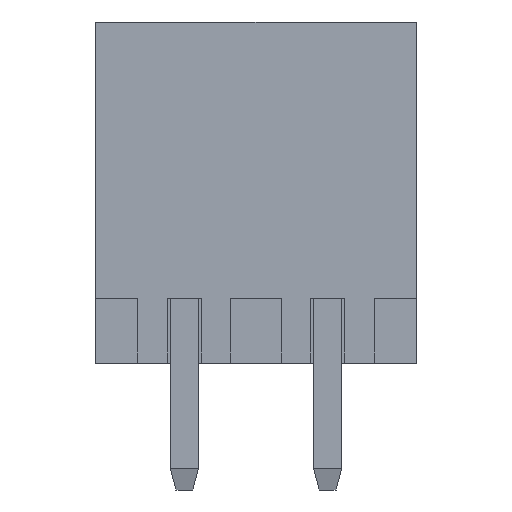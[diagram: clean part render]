
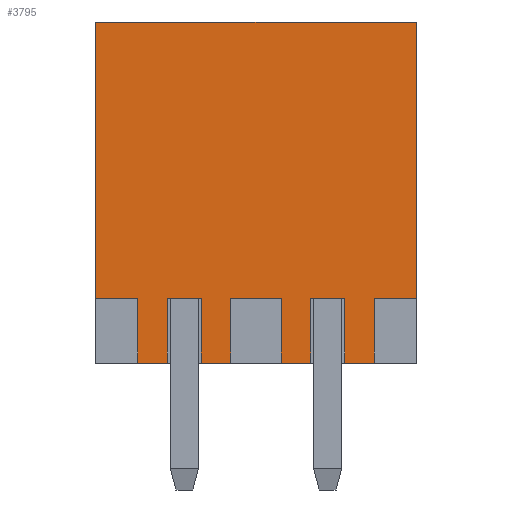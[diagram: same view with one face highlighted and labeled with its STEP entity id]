
A CAD part, front view. The second image highlights one B-rep face of the part: STEP entity #3795.
In plain terms, the highlighted planar face has unit normal (0, -1, 0).
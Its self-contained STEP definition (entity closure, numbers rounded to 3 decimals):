
#241=FACE_OUTER_BOUND('',#459,.T.);
#459=EDGE_LOOP('',(#3176,#3177,#3178,#3179,#3180,#3181,#3182,#3183,#3184,
#3185,#3186,#3187,#3188,#3189,#3190,#3191,#3192,#3193,#3194,#3195));
#793=LINE('',#5583,#1275);
#815=LINE('',#5633,#1297);
#820=LINE('',#5643,#1302);
#825=LINE('',#5654,#1307);
#830=LINE('',#5664,#1312);
#837=LINE('',#5677,#1319);
#838=LINE('',#5680,#1320);
#841=LINE('',#5685,#1323);
#877=LINE('',#5782,#1359);
#881=LINE('',#5791,#1363);
#886=LINE('',#5802,#1368);
#891=LINE('',#5812,#1373);
#896=LINE('',#5821,#1378);
#897=LINE('',#5823,#1379);
#925=LINE('',#5896,#1407);
#926=LINE('',#5897,#1408);
#927=LINE('',#5898,#1409);
#928=LINE('',#5899,#1410);
#930=LINE('',#5902,#1412);
#931=LINE('',#5904,#1413);
#1275=VECTOR('',#4589,11.36);
#1297=VECTOR('',#4623,2.3);
#1302=VECTOR('',#4630,2.3);
#1307=VECTOR('',#4639,2.3);
#1312=VECTOR('',#4646,2.3);
#1319=VECTOR('',#4657,1.78);
#1320=VECTOR('',#4660,1.49);
#1323=VECTOR('',#4665,1.2);
#1359=VECTOR('',#4755,2.3);
#1363=VECTOR('',#4761,2.3);
#1368=VECTOR('',#4770,2.3);
#1373=VECTOR('',#4777,2.3);
#1378=VECTOR('',#4786,1.49);
#1379=VECTOR('',#4789,1.2);
#1407=VECTOR('',#4857,1.05);
#1408=VECTOR('',#4858,1.05);
#1409=VECTOR('',#4859,1.05);
#1410=VECTOR('',#4860,1.05);
#1412=VECTOR('',#4864,9.8);
#1413=VECTOR('',#4867,9.8);
#1653=VERTEX_POINT('',#5580);
#1654=VERTEX_POINT('',#5582);
#1675=VERTEX_POINT('',#5630);
#1676=VERTEX_POINT('',#5632);
#1677=VERTEX_POINT('',#5636);
#1680=VERTEX_POINT('',#5641);
#1683=VERTEX_POINT('',#5651);
#1684=VERTEX_POINT('',#5653);
#1685=VERTEX_POINT('',#5657);
#1688=VERTEX_POINT('',#5662);
#1692=VERTEX_POINT('',#5675);
#1693=VERTEX_POINT('',#5679);
#1722=VERTEX_POINT('',#5780);
#1723=VERTEX_POINT('',#5784);
#1726=VERTEX_POINT('',#5789);
#1729=VERTEX_POINT('',#5799);
#1730=VERTEX_POINT('',#5801);
#1731=VERTEX_POINT('',#5805);
#1734=VERTEX_POINT('',#5810);
#1736=VERTEX_POINT('',#5819);
#2087=EDGE_CURVE('',#1654,#1653,#793,.T.);
#2111=EDGE_CURVE('',#1676,#1675,#815,.T.);
#2116=EDGE_CURVE('',#1680,#1677,#820,.T.);
#2121=EDGE_CURVE('',#1684,#1683,#825,.T.);
#2126=EDGE_CURVE('',#1688,#1685,#830,.T.);
#2133=EDGE_CURVE('',#1692,#1688,#837,.T.);
#2134=EDGE_CURVE('',#1676,#1693,#838,.T.);
#2137=EDGE_CURVE('',#1684,#1680,#841,.T.);
#2182=EDGE_CURVE('',#1692,#1722,#877,.T.);
#2186=EDGE_CURVE('',#1726,#1723,#881,.T.);
#2191=EDGE_CURVE('',#1730,#1729,#886,.T.);
#2196=EDGE_CURVE('',#1734,#1731,#891,.T.);
#2201=EDGE_CURVE('',#1736,#1734,#896,.T.);
#2202=EDGE_CURVE('',#1730,#1726,#897,.T.);
#2235=EDGE_CURVE('',#1729,#1731,#925,.T.);
#2236=EDGE_CURVE('',#1722,#1723,#926,.T.);
#2237=EDGE_CURVE('',#1683,#1685,#927,.T.);
#2238=EDGE_CURVE('',#1675,#1677,#928,.T.);
#2240=EDGE_CURVE('',#1736,#1654,#930,.T.);
#2241=EDGE_CURVE('',#1693,#1653,#931,.T.);
#3176=ORIENTED_EDGE('',*,*,#2201,.F.);
#3177=ORIENTED_EDGE('',*,*,#2240,.T.);
#3178=ORIENTED_EDGE('',*,*,#2087,.T.);
#3179=ORIENTED_EDGE('',*,*,#2241,.F.);
#3180=ORIENTED_EDGE('',*,*,#2134,.F.);
#3181=ORIENTED_EDGE('',*,*,#2111,.T.);
#3182=ORIENTED_EDGE('',*,*,#2238,.T.);
#3183=ORIENTED_EDGE('',*,*,#2116,.F.);
#3184=ORIENTED_EDGE('',*,*,#2137,.F.);
#3185=ORIENTED_EDGE('',*,*,#2121,.T.);
#3186=ORIENTED_EDGE('',*,*,#2237,.T.);
#3187=ORIENTED_EDGE('',*,*,#2126,.F.);
#3188=ORIENTED_EDGE('',*,*,#2133,.F.);
#3189=ORIENTED_EDGE('',*,*,#2182,.T.);
#3190=ORIENTED_EDGE('',*,*,#2236,.T.);
#3191=ORIENTED_EDGE('',*,*,#2186,.F.);
#3192=ORIENTED_EDGE('',*,*,#2202,.F.);
#3193=ORIENTED_EDGE('',*,*,#2191,.T.);
#3194=ORIENTED_EDGE('',*,*,#2235,.T.);
#3195=ORIENTED_EDGE('',*,*,#2196,.F.);
#3438=PLANE('',#4007);
#3795=ADVANCED_FACE('',(#241),#3438,.T.);
#4007=AXIS2_PLACEMENT_3D('',#5903,#4865,#4866);
#4589=DIRECTION('',(-1.,0.,0.));
#4623=DIRECTION('',(0.,0.,-1.));
#4630=DIRECTION('',(0.,0.,-1.));
#4639=DIRECTION('',(0.,0.,-1.));
#4646=DIRECTION('',(0.,0.,-1.));
#4657=DIRECTION('',(-1.,0.,0.));
#4660=DIRECTION('',(-1.,0.,0.));
#4665=DIRECTION('',(-1.,0.,0.));
#4755=DIRECTION('',(0.,0.,-1.));
#4761=DIRECTION('',(0.,0.,-1.));
#4770=DIRECTION('',(0.,0.,-1.));
#4777=DIRECTION('',(0.,0.,-1.));
#4786=DIRECTION('',(-1.,0.,0.));
#4789=DIRECTION('',(-1.,0.,0.));
#4857=DIRECTION('',(1.,0.,0.));
#4858=DIRECTION('',(1.,0.,0.));
#4859=DIRECTION('',(1.,0.,0.));
#4860=DIRECTION('',(1.,0.,0.));
#4864=DIRECTION('',(0.,0.,1.));
#4865=DIRECTION('center_axis',(0.,-1.,0.));
#4866=DIRECTION('ref_axis',(1.,0.,0.));
#4867=DIRECTION('',(0.,0.,1.));
#5580=CARTESIAN_POINT('',(-5.68,-4.,12.1));
#5582=CARTESIAN_POINT('',(5.68,-4.,12.1));
#5583=CARTESIAN_POINT('',(1.27,-4.,12.1));
#5630=CARTESIAN_POINT('',(-4.19,-4.,0.));
#5632=CARTESIAN_POINT('',(-4.19,-4.,2.3));
#5633=CARTESIAN_POINT('',(-4.19,-4.,2.3));
#5636=CARTESIAN_POINT('',(-3.14,-4.,0.));
#5641=CARTESIAN_POINT('',(-3.14,-4.,2.3));
#5643=CARTESIAN_POINT('',(-3.14,-4.,2.3));
#5651=CARTESIAN_POINT('',(-1.94,-4.,0.));
#5653=CARTESIAN_POINT('',(-1.94,-4.,2.3));
#5654=CARTESIAN_POINT('',(-1.94,-4.,2.3));
#5657=CARTESIAN_POINT('',(-0.89,-4.,0.));
#5662=CARTESIAN_POINT('',(-0.89,-4.,2.3));
#5664=CARTESIAN_POINT('',(-0.89,-4.,2.3));
#5675=CARTESIAN_POINT('',(0.89,-4.,2.3));
#5677=CARTESIAN_POINT('',(5.68,-4.,2.3));
#5679=CARTESIAN_POINT('',(-5.68,-4.,2.3));
#5680=CARTESIAN_POINT('',(5.68,-4.,2.3));
#5685=CARTESIAN_POINT('',(5.68,-4.,2.3));
#5780=CARTESIAN_POINT('',(0.89,-4.,0.));
#5782=CARTESIAN_POINT('',(0.89,-4.,2.3));
#5784=CARTESIAN_POINT('',(1.94,-4.,0.));
#5789=CARTESIAN_POINT('',(1.94,-4.,2.3));
#5791=CARTESIAN_POINT('',(1.94,-4.,2.3));
#5799=CARTESIAN_POINT('',(3.14,-4.,0.));
#5801=CARTESIAN_POINT('',(3.14,-4.,2.3));
#5802=CARTESIAN_POINT('',(3.14,-4.,2.3));
#5805=CARTESIAN_POINT('',(4.19,-4.,0.));
#5810=CARTESIAN_POINT('',(4.19,-4.,2.3));
#5812=CARTESIAN_POINT('',(4.19,-4.,2.3));
#5819=CARTESIAN_POINT('',(5.68,-4.,2.3));
#5821=CARTESIAN_POINT('',(5.68,-4.,2.3));
#5823=CARTESIAN_POINT('',(5.68,-4.,2.3));
#5896=CARTESIAN_POINT('',(3.365,-4.,0.));
#5897=CARTESIAN_POINT('',(2.24,-4.,0.));
#5898=CARTESIAN_POINT('',(-1.715,-4.,0.));
#5899=CARTESIAN_POINT('',(-2.84,-4.,0.));
#5902=CARTESIAN_POINT('',(5.68,-4.,2.3));
#5903=CARTESIAN_POINT('Origin',(-5.68,-4.,2.3));
#5904=CARTESIAN_POINT('',(-5.68,-4.,2.3));
